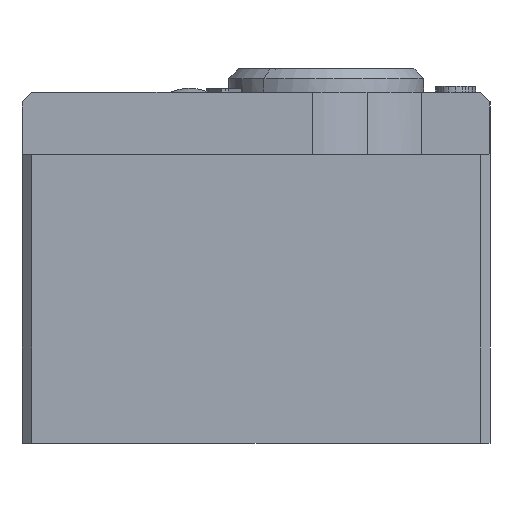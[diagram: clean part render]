
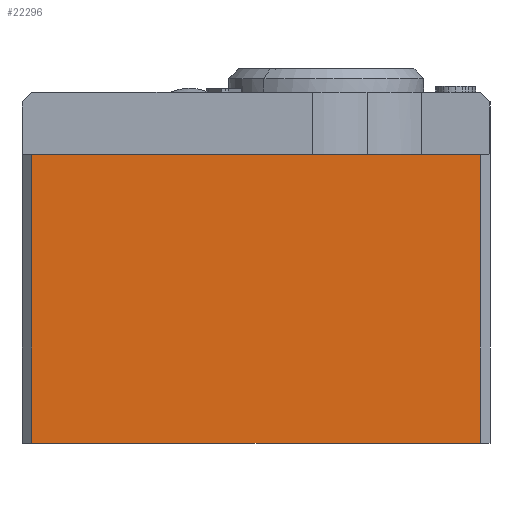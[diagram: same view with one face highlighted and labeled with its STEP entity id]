
A CAD part, front view. The second image highlights one B-rep face of the part: STEP entity #22296.
In plain terms, the highlighted planar face has unit normal (0, -1, 0).
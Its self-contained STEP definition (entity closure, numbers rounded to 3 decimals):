
#22276=AXIS2_PLACEMENT_3D('Plane Axis2P3D',#22273,#22274,#22275) ;
#21688=CARTESIAN_POINT('Vertex',(23.5,0.,0.)) ;
#21691=CARTESIAN_POINT('Line Origine',(12.,0.,0.)) ;
#21695=CARTESIAN_POINT('Vertex',(0.5,0.,0.)) ;
#22258=CARTESIAN_POINT('Vertex',(23.5,0.,14.8)) ;
#22261=CARTESIAN_POINT('Line Origine',(23.5,0.,7.4)) ;
#22273=CARTESIAN_POINT('Axis2P3D Location',(0.,0.,0.)) ;
#22278=CARTESIAN_POINT('Line Origine',(12.,0.,14.8)) ;
#22282=CARTESIAN_POINT('Vertex',(0.5,0.,14.8)) ;
#22285=CARTESIAN_POINT('Line Origine',(0.5,0.,7.4)) ;
#21692=DIRECTION('Vector Direction',(1.,0.,0.)) ;
#22262=DIRECTION('Vector Direction',(0.,0.,-1.)) ;
#22274=DIRECTION('Axis2P3D Direction',(0.,-1.,0.)) ;
#22275=DIRECTION('Axis2P3D XDirection',(1.,0.,0.)) ;
#22279=DIRECTION('Vector Direction',(-1.,0.,0.)) ;
#22286=DIRECTION('Vector Direction',(0.,0.,1.)) ;
#21693=VECTOR('Line Direction',#21692,1.) ;
#22263=VECTOR('Line Direction',#22262,1.) ;
#22280=VECTOR('Line Direction',#22279,1.) ;
#22287=VECTOR('Line Direction',#22286,1.) ;
#22291=ORIENTED_EDGE('',*,*,#22265,.F.) ;
#22292=ORIENTED_EDGE('',*,*,#22284,.T.) ;
#22293=ORIENTED_EDGE('',*,*,#22289,.F.) ;
#22294=ORIENTED_EDGE('',*,*,#21697,.T.) ;
#22296=ADVANCED_FACE('Hauptk\X2\00F6\X0\rper',(#22295),#22277,.T.) ;
#21697=EDGE_CURVE('',#21696,#21689,#21694,.T.) ;
#22265=EDGE_CURVE('',#22259,#21689,#22264,.T.) ;
#22284=EDGE_CURVE('',#22259,#22283,#22281,.T.) ;
#22289=EDGE_CURVE('',#21696,#22283,#22288,.T.) ;
#22290=EDGE_LOOP('',(#22291,#22292,#22293,#22294)) ;
#22295=FACE_OUTER_BOUND('',#22290,.T.) ;
#21694=LINE('Line',#21691,#21693) ;
#22264=LINE('Line',#22261,#22263) ;
#22281=LINE('Line',#22278,#22280) ;
#22288=LINE('Line',#22285,#22287) ;
#22277=PLANE('',#22276) ;
#21689=VERTEX_POINT('',#21688) ;
#21696=VERTEX_POINT('',#21695) ;
#22259=VERTEX_POINT('',#22258) ;
#22283=VERTEX_POINT('',#22282) ;
